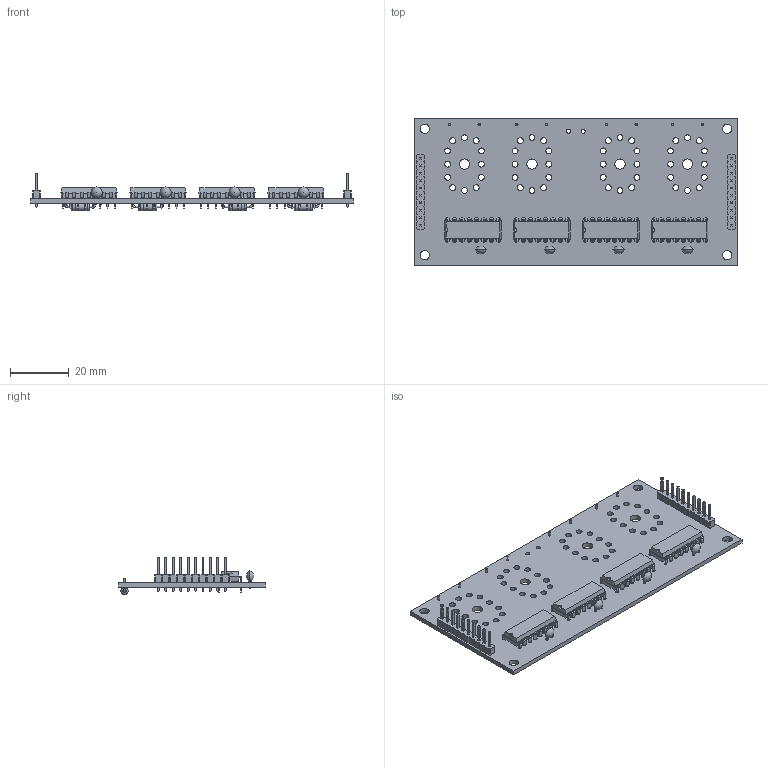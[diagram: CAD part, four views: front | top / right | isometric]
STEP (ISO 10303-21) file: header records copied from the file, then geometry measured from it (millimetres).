
FILE_DESCRIPTION(('KiCad electronic assembly'),'2;1');
FILE_NAME('nixie_clock_front.step','2023-06-10T15:18:09',('Pcbnew'),( 'Kicad'),'Open CASCADE STEP processor 7.6','KiCad to STEP converter' ,'Unknown');
FILE_SCHEMA(('AUTOMOTIVE_DESIGN { 1 0 10303 214 1 1 1 1 }'));
Length unit declared in the file: millimetre
Products named in the file (10): nixie_clock_front 1; C_Disc_D3.8mm_W2.6mm_P2.50mm; SOLID; PinHeader_1x10_P2.54mm_Vertical; DIP-16_W7.62mm; R_Axial_DIN0207_L6.3mm_D2.5mm_P10.16mm_Horizontal; _autosave-nixie_clock_front PCB
Assembly tree (19 placements, depth 3):
  nixie_clock_front 1
    C_Disc_D3.8mm_W2.6mm_P2.50mm  x4
      SOLID
    PinHeader_1x10_P2.54mm_Vertical  x2
      SOLID
    DIP-16_W7.62mm  x4
      SOLID
    R_Axial_DIN0207_L6.3mm_D2.5mm_P10.16mm_Horizontal  x4
      SOLID
    _autosave-nixie_clock_front PCB
Bounding box: 110 x 50 x 12.74 mm (x, y, z)
Volume: 10503.4 mm3; surface area: 15821.9 mm2
Topology: 15 solids, 15 shells, 1896 faces, 4962 edges, 3144 vertices
Faces by surface type: plane 1418, cylinder 326, bspline 112, revolution 16, torus 16, sphere 8
Full cylindrical faces by diameter (mm): 0.5 x8, 0.6 x16, 0.8 x80, 1 x20, 1.4 x2, 2 x48, 2.25 x4, 2.5 x8, 3.2 x4, 3.5 x4
Entity records: 55622 total; most frequent: CARTESIAN_POINT 13290, DIRECTION 7044, LINE 4744, VECTOR 4744, ORIENTED_EDGE 3792, PCURVE 3792, DEFINITIONAL_REPRESENTATION 3792, EDGE_CURVE 1896
